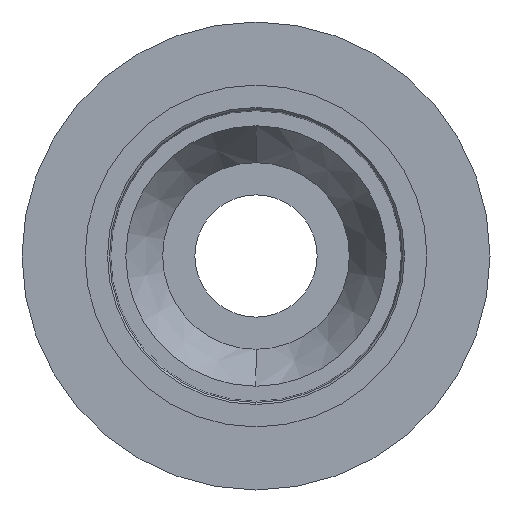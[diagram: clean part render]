
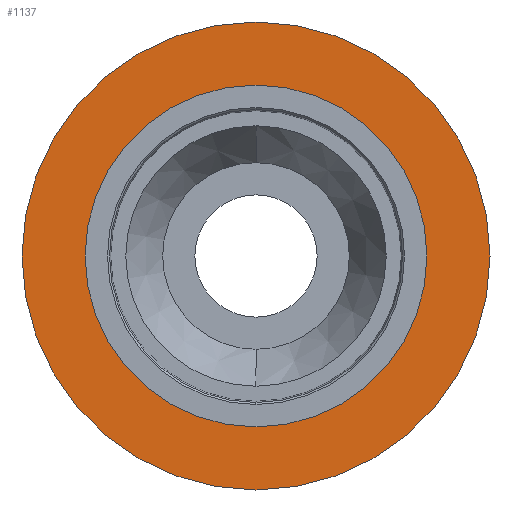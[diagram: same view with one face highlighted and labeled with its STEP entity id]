
A CAD part, left-side view. The second image highlights one B-rep face of the part: STEP entity #1137.
In plain terms, the highlighted planar face has unit normal (-1, 0, 0).
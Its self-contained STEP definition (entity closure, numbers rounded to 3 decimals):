
#3 = ORIENTED_EDGE ( 'NONE', *, *, #913, .T. ) ;
#12 = DIRECTION ( 'NONE',  ( -1., 0., 0. ) ) ;
#14 = CARTESIAN_POINT ( 'NONE',  ( 2.7, 0., 0. ) ) ;
#22 = CARTESIAN_POINT ( 'NONE',  ( 2.7, 0., 0. ) ) ;
#34 = CARTESIAN_POINT ( 'NONE',  ( 2.7, 42., 0. ) ) ;
#100 = DIRECTION ( 'NONE',  ( -1., 0., 0. ) ) ;
#120 = DIRECTION ( 'NONE',  ( 0., 0., -1. ) ) ;
#153 = AXIS2_PLACEMENT_3D ( 'NONE', #22, #12, #1103 ) ;
#213 = CARTESIAN_POINT ( 'NONE',  ( 2.7, 0., 0. ) ) ;
#214 = CARTESIAN_POINT ( 'NONE',  ( 2.7, 0., 0. ) ) ;
#226 = DIRECTION ( 'NONE',  ( 1., 0., 0. ) ) ;
#238 = ORIENTED_EDGE ( 'NONE', *, *, #838, .F. ) ;
#331 = DIRECTION ( 'NONE',  ( -1., 0., 0. ) ) ;
#355 = AXIS2_PLACEMENT_3D ( 'NONE', #214, #1377, #739 ) ;
#356 = EDGE_LOOP ( 'NONE', ( #238, #1148 ) ) ;
#419 = DIRECTION ( 'NONE',  ( 0., 0., 1. ) ) ;
#421 = CARTESIAN_POINT ( 'NONE',  ( 2.7, 0., 42. ) ) ;
#478 = EDGE_CURVE ( 'NONE', #1178, #486, #1130, .T. ) ;
#486 = VERTEX_POINT ( 'NONE', #421 ) ;
#522 = EDGE_CURVE ( 'NONE', #1256, #1302, #1154, .T. ) ;
#534 = FACE_OUTER_BOUND ( 'NONE', #1272, .T. ) ;
#580 = AXIS2_PLACEMENT_3D ( 'NONE', #213, #100, #419 ) ;
#620 = DIRECTION ( 'NONE',  ( 0., 0., 1. ) ) ;
#633 = AXIS2_PLACEMENT_3D ( 'NONE', #34, #226, #120 ) ;
#718 = CARTESIAN_POINT ( 'NONE',  ( 2.7, 0., 57.5 ) ) ;
#739 = DIRECTION ( 'NONE',  ( 0., 0., 1. ) ) ;
#788 = CARTESIAN_POINT ( 'NONE',  ( 2.7, 0., -42. ) ) ;
#838 = EDGE_CURVE ( 'NONE', #486, #1178, #1274, .T. ) ;
#876 = PLANE ( 'NONE',  #633 ) ;
#913 = EDGE_CURVE ( 'NONE', #1302, #1256, #1375, .T. ) ;
#917 = CARTESIAN_POINT ( 'NONE',  ( 2.7, 0., -57.5 ) ) ;
#1053 = ORIENTED_EDGE ( 'NONE', *, *, #522, .T. ) ;
#1103 = DIRECTION ( 'NONE',  ( 0., 0., 1. ) ) ;
#1130 = CIRCLE ( 'NONE', #355, 42. ) ;
#1137 = ADVANCED_FACE ( 'NONE', ( #1308, #534 ), #876, .F. ) ;
#1148 = ORIENTED_EDGE ( 'NONE', *, *, #478, .F. ) ;
#1154 = CIRCLE ( 'NONE', #1326, 57.5 ) ;
#1178 = VERTEX_POINT ( 'NONE', #788 ) ;
#1256 = VERTEX_POINT ( 'NONE', #718 ) ;
#1272 = EDGE_LOOP ( 'NONE', ( #1053, #3 ) ) ;
#1274 = CIRCLE ( 'NONE', #580, 42. ) ;
#1302 = VERTEX_POINT ( 'NONE', #917 ) ;
#1308 = FACE_BOUND ( 'NONE', #356, .T. ) ;
#1326 = AXIS2_PLACEMENT_3D ( 'NONE', #14, #331, #620 ) ;
#1375 = CIRCLE ( 'NONE', #153, 57.5 ) ;
#1377 = DIRECTION ( 'NONE',  ( -1., 0., 0. ) ) ;
